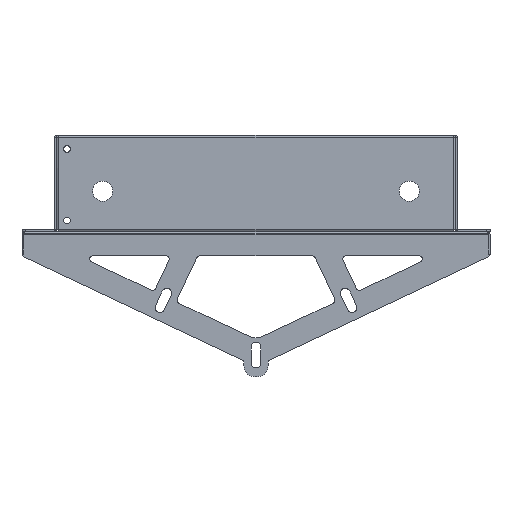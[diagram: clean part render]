
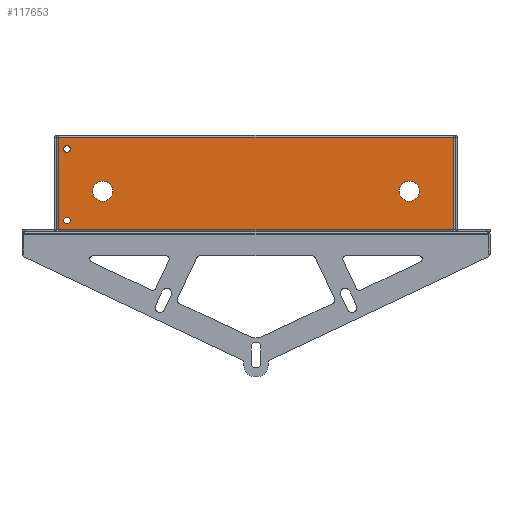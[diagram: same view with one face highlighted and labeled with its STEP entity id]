
A CAD part, front view. The second image highlights one B-rep face of the part: STEP entity #117653.
In plain terms, the highlighted planar face has unit normal (0, -1, 0).
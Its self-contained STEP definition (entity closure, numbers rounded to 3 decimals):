
#663 = DIRECTION ( 'NONE',  ( 0., 0., -1. ) ) ;
#2725 = EDGE_CURVE ( 'NONE', #20495, #42999, #25044, .T. ) ;
#3020 = CARTESIAN_POINT ( 'NONE',  ( 197.438, -913.442, 131.048 ) ) ;
#3209 = VERTEX_POINT ( 'NONE', #59080 ) ;
#3399 = DIRECTION ( 'NONE',  ( 0., -1., 0. ) ) ;
#3695 = VECTOR ( 'NONE', #13759, 1000. ) ;
#6187 = DIRECTION ( 'NONE',  ( 1., 0., 0. ) ) ;
#7021 = CARTESIAN_POINT ( 'NONE',  ( 7.438, -913.442, 131.048 ) ) ;
#8453 = FACE_BOUND ( 'NONE', #88859, .T. ) ;
#9140 = CARTESIAN_POINT ( 'NONE',  ( -14.682, -913.442, 157.276 ) ) ;
#11242 = CARTESIAN_POINT ( 'NONE',  ( -14.682, -913.442, 157.276 ) ) ;
#11572 = CARTESIAN_POINT ( 'NONE',  ( 197.438, -913.442, 124.798 ) ) ;
#12235 = EDGE_CURVE ( 'NONE', #47580, #85750, #15834, .T. ) ;
#13759 = DIRECTION ( 'NONE',  ( 0., 0., 1. ) ) ;
#15069 = ORIENTED_EDGE ( 'NONE', *, *, #12235, .F. ) ;
#15463 = VERTEX_POINT ( 'NONE', #110458 ) ;
#15834 = LINE ( 'NONE', #114784, #79473 ) ;
#15941 = CARTESIAN_POINT ( 'NONE',  ( 7.438, -913.442, 131.048 ) ) ;
#16490 = CIRCLE ( 'NONE', #114737, 6.25 ) ;
#16660 = DIRECTION ( 'NONE',  ( 0., 0., -1. ) ) ;
#17113 = DIRECTION ( 'NONE',  ( 0., -1., 0. ) ) ;
#17528 = VERTEX_POINT ( 'NONE', #39122 ) ;
#18703 = DIRECTION ( 'NONE',  ( 0., 1., 0. ) ) ;
#18902 = EDGE_CURVE ( 'NONE', #42999, #20495, #32072, .T. ) ;
#19642 = EDGE_CURVE ( 'NONE', #3209, #17528, #97308, .T. ) ;
#20401 = ORIENTED_EDGE ( 'NONE', *, *, #39538, .T. ) ;
#20495 = VERTEX_POINT ( 'NONE', #11572 ) ;
#20945 = CARTESIAN_POINT ( 'NONE',  ( -19.862, -913.442, 164.448 ) ) ;
#21177 = VERTEX_POINT ( 'NONE', #45575 ) ;
#22832 = LINE ( 'NONE', #50563, #3695 ) ;
#22908 = DIRECTION ( 'NONE',  ( 0., 1., 0. ) ) ;
#24327 = AXIS2_PLACEMENT_3D ( 'NONE', #30690, #87340, #87947 ) ;
#24345 = CARTESIAN_POINT ( 'NONE',  ( -19.891, -913.442, 107.398 ) ) ;
#24942 = CARTESIAN_POINT ( 'NONE',  ( -14.682, -913.442, 155.176 ) ) ;
#25044 = CIRCLE ( 'NONE', #109821, 6.25 ) ;
#26027 = CARTESIAN_POINT ( 'NONE',  ( 7.438, -913.442, 124.798 ) ) ;
#27374 = EDGE_LOOP ( 'NONE', ( #51608, #20401 ) ) ;
#28436 = DIRECTION ( 'NONE',  ( 0., -1., 0. ) ) ;
#30002 = LINE ( 'NONE', #20945, #73612 ) ;
#30690 = CARTESIAN_POINT ( 'NONE',  ( 197.438, -913.442, 131.048 ) ) ;
#31196 = EDGE_LOOP ( 'NONE', ( #106281, #45552 ) ) ;
#32072 = CIRCLE ( 'NONE', #24327, 6.25 ) ;
#34986 = AXIS2_PLACEMENT_3D ( 'NONE', #7021, #95874, #86810 ) ;
#35009 = FACE_BOUND ( 'NONE', #27374, .T. ) ;
#35371 = ORIENTED_EDGE ( 'NONE', *, *, #18902, .T. ) ;
#35815 = AXIS2_PLACEMENT_3D ( 'NONE', #63930, #18703, #54300 ) ;
#38417 = CIRCLE ( 'NONE', #54097, 2.1 ) ;
#39122 = CARTESIAN_POINT ( 'NONE',  ( 224.738, -913.442, 107.398 ) ) ;
#39538 = EDGE_CURVE ( 'NONE', #112228, #117754, #40840, .T. ) ;
#40840 = CIRCLE ( 'NONE', #34986, 6.25 ) ;
#41012 = EDGE_LOOP ( 'NONE', ( #54153, #106956 ) ) ;
#41902 = VERTEX_POINT ( 'NONE', #87196 ) ;
#42999 = VERTEX_POINT ( 'NONE', #102493 ) ;
#44064 = FACE_BOUND ( 'NONE', #31196, .T. ) ;
#44649 = EDGE_CURVE ( 'NONE', #21177, #15463, #117093, .T. ) ;
#45244 = FACE_OUTER_BOUND ( 'NONE', #108015, .T. ) ;
#45552 = ORIENTED_EDGE ( 'NONE', *, *, #91899, .F. ) ;
#45575 = CARTESIAN_POINT ( 'NONE',  ( -14.678, -913.442, 110.876 ) ) ;
#46569 = AXIS2_PLACEMENT_3D ( 'NONE', #9140, #28436, #663 ) ;
#47580 = VERTEX_POINT ( 'NONE', #103661 ) ;
#49408 = CIRCLE ( 'NONE', #113018, 2.1 ) ;
#50563 = CARTESIAN_POINT ( 'NONE',  ( 224.738, -913.442, 107.369 ) ) ;
#51608 = ORIENTED_EDGE ( 'NONE', *, *, #74055, .T. ) ;
#52743 = DIRECTION ( 'NONE',  ( 0., 0., 1. ) ) ;
#54097 = AXIS2_PLACEMENT_3D ( 'NONE', #116775, #80003, #16660 ) ;
#54153 = ORIENTED_EDGE ( 'NONE', *, *, #118593, .F. ) ;
#54300 = DIRECTION ( 'NONE',  ( 0., 0., 1. ) ) ;
#54339 = CIRCLE ( 'NONE', #46569, 2.1 ) ;
#57739 = DIRECTION ( 'NONE',  ( 0., 0., -1. ) ) ;
#59080 = CARTESIAN_POINT ( 'NONE',  ( -19.862, -913.442, 107.398 ) ) ;
#59696 = DIRECTION ( 'NONE',  ( 0., 0., 1. ) ) ;
#63347 = FACE_BOUND ( 'NONE', #41012, .T. ) ;
#63466 = EDGE_CURVE ( 'NONE', #17528, #85750, #22832, .T. ) ;
#63930 = CARTESIAN_POINT ( 'NONE',  ( -22.562, -913.442, 165.798 ) ) ;
#66288 = CARTESIAN_POINT ( 'NONE',  ( 7.438, -913.442, 137.298 ) ) ;
#67049 = VERTEX_POINT ( 'NONE', #24942 ) ;
#73612 = VECTOR ( 'NONE', #57739, 1000. ) ;
#74055 = EDGE_CURVE ( 'NONE', #117754, #112228, #16490, .T. ) ;
#79003 = CARTESIAN_POINT ( 'NONE',  ( 224.738, -913.442, 164.448 ) ) ;
#79043 = ORIENTED_EDGE ( 'NONE', *, *, #2725, .T. ) ;
#79473 = VECTOR ( 'NONE', #6187, 1000. ) ;
#80003 = DIRECTION ( 'NONE',  ( 0., -1., 0. ) ) ;
#81045 = CARTESIAN_POINT ( 'NONE',  ( -14.678, -913.442, 112.976 ) ) ;
#82626 = PLANE ( 'NONE',  #35815 ) ;
#85406 = DIRECTION ( 'NONE',  ( 0., 0., -1. ) ) ;
#85750 = VERTEX_POINT ( 'NONE', #79003 ) ;
#86029 = EDGE_CURVE ( 'NONE', #41902, #67049, #54339, .T. ) ;
#86810 = DIRECTION ( 'NONE',  ( 0., 0., 1. ) ) ;
#87054 = DIRECTION ( 'NONE',  ( 1., 0., 0. ) ) ;
#87196 = CARTESIAN_POINT ( 'NONE',  ( -14.682, -913.442, 159.376 ) ) ;
#87340 = DIRECTION ( 'NONE',  ( 0., 1., 0. ) ) ;
#87947 = DIRECTION ( 'NONE',  ( 0., 0., 1. ) ) ;
#88859 = EDGE_LOOP ( 'NONE', ( #35371, #79043 ) ) ;
#89492 = DIRECTION ( 'NONE',  ( 0., 0., -1. ) ) ;
#91899 = EDGE_CURVE ( 'NONE', #15463, #21177, #38417, .T. ) ;
#93656 = ORIENTED_EDGE ( 'NONE', *, *, #19642, .T. ) ;
#95129 = EDGE_CURVE ( 'NONE', #47580, #3209, #30002, .T. ) ;
#95874 = DIRECTION ( 'NONE',  ( 0., 1., 0. ) ) ;
#97308 = LINE ( 'NONE', #24345, #114969 ) ;
#102493 = CARTESIAN_POINT ( 'NONE',  ( 197.438, -913.442, 137.298 ) ) ;
#102855 = ORIENTED_EDGE ( 'NONE', *, *, #95129, .T. ) ;
#103661 = CARTESIAN_POINT ( 'NONE',  ( -19.862, -913.442, 164.448 ) ) ;
#106281 = ORIENTED_EDGE ( 'NONE', *, *, #44649, .F. ) ;
#106956 = ORIENTED_EDGE ( 'NONE', *, *, #86029, .F. ) ;
#108015 = EDGE_LOOP ( 'NONE', ( #116271, #15069, #102855, #93656 ) ) ;
#109821 = AXIS2_PLACEMENT_3D ( 'NONE', #3020, #22908, #59696 ) ;
#110458 = CARTESIAN_POINT ( 'NONE',  ( -14.678, -913.442, 115.076 ) ) ;
#112228 = VERTEX_POINT ( 'NONE', #26027 ) ;
#113018 = AXIS2_PLACEMENT_3D ( 'NONE', #11242, #3399, #85406 ) ;
#114737 = AXIS2_PLACEMENT_3D ( 'NONE', #15941, #114889, #52743 ) ;
#114784 = CARTESIAN_POINT ( 'NONE',  ( -22.562, -913.442, 164.448 ) ) ;
#114889 = DIRECTION ( 'NONE',  ( 0., 1., 0. ) ) ;
#114969 = VECTOR ( 'NONE', #87054, 1000. ) ;
#116271 = ORIENTED_EDGE ( 'NONE', *, *, #63466, .T. ) ;
#116775 = CARTESIAN_POINT ( 'NONE',  ( -14.678, -913.442, 112.976 ) ) ;
#117093 = CIRCLE ( 'NONE', #118969, 2.1 ) ;
#117653 = ADVANCED_FACE ( 'NONE', ( #63347, #44064, #35009, #8453, #45244 ), #82626, .F. ) ;
#117754 = VERTEX_POINT ( 'NONE', #66288 ) ;
#118593 = EDGE_CURVE ( 'NONE', #67049, #41902, #49408, .T. ) ;
#118969 = AXIS2_PLACEMENT_3D ( 'NONE', #81045, #17113, #89492 ) ;
